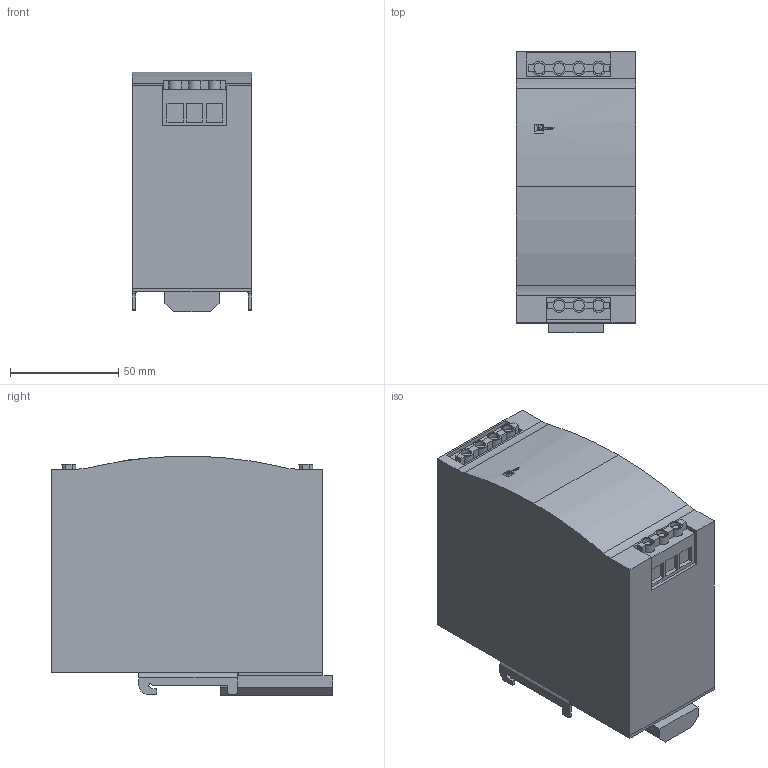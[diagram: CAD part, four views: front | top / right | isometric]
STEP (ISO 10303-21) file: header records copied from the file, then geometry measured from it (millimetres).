
FILE_DESCRIPTION (( 'STEP AP203' ), '1' );
FILE_NAME ('Áëîê ïèòàíèÿ DR-75W-24.STEP', '2018-09-04T05:52:15', ( '' ), ( '' ), 'SwSTEP 2.0', 'SolidWorks 2017', '' );
FILE_SCHEMA (( 'CONFIG_CONTROL_DESIGN' ));
Length unit declared in the file: millimetre
Products named in the file (1): Áëîê ïèòàíèÿ DR-75W-24
Bounding box: 55 x 130 x 110.8 mm (x, y, z)
Volume: 685686.8 mm3; surface area: 62544.4 mm2
Topology: 2 solids, 2 shells, 270 faces, 697 edges, 458 vertices
Faces by surface type: plane 142, bspline 73, cylinder 55
Entity records: 10326 total; most frequent: CARTESIAN_POINT 4221, ORIENTED_EDGE 1394, DIRECTION 966, EDGE_CURVE 697, VERTEX_POINT 458, LINE 386, VECTOR 386, EDGE_LOOP 297
